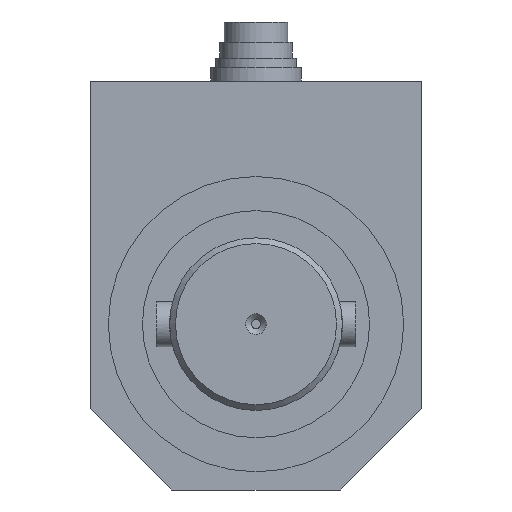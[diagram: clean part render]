
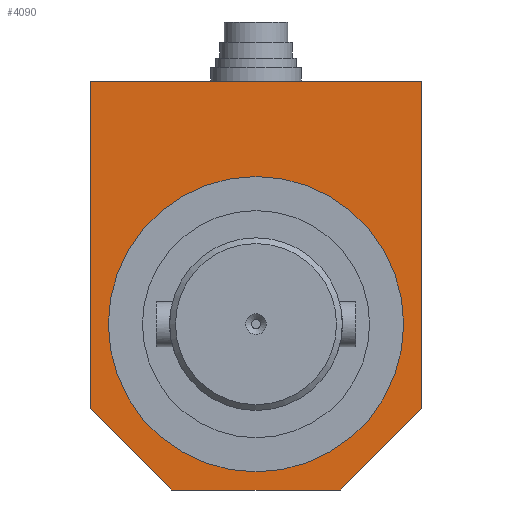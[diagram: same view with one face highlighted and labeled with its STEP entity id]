
A CAD part, left-side view. The second image highlights one B-rep face of the part: STEP entity #4090.
In plain terms, the highlighted face is planar.
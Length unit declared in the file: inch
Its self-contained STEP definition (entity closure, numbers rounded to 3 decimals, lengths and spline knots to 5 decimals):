
#611=CARTESIAN_POINT('',(1.37909,0.68701,1.57654));
#612=VERTEX_POINT('',#611);
#613=CARTESIAN_POINT('',(1.37909,0.68701,0.29701));
#614=DIRECTION('',(-1.0,0.0,0.0));
#615=DIRECTION('',(0.0,0.0,-1.0));
#616=AXIS2_PLACEMENT_3D('',#613,#614,#615);
#617=CIRCLE('',#616,1.27953);
#618=EDGE_CURVE('',#612,#612,#617,.T.);
#3168=CARTESIAN_POINT('',(1.37909,-0.75,2.40331));
#3169=VERTEX_POINT('',#3168);
#3170=CARTESIAN_POINT('',(1.37909,2.12402,2.40331));
#3171=VERTEX_POINT('',#3170);
#3172=CARTESIAN_POINT('',(1.37909,-0.75,2.40331));
#3173=DIRECTION('',(0.0,1.0,0.0));
#3174=VECTOR('',#3173,2.87402);
#3175=LINE('',#3172,#3174);
#3176=EDGE_CURVE('',#3169,#3171,#3175,.T.);
#3907=CARTESIAN_POINT('',(1.37909,2.12402,-0.43134));
#3908=VERTEX_POINT('',#3907);
#3909=CARTESIAN_POINT('',(1.37909,1.41535,-1.14));
#3910=VERTEX_POINT('',#3909);
#3911=CARTESIAN_POINT('',(1.37909,2.12402,-0.43134));
#3912=DIRECTION('',(0.0,-0.707,-0.707));
#3913=VECTOR('',#3912,1.0022);
#3914=LINE('',#3911,#3913);
#3915=EDGE_CURVE('',#3908,#3910,#3914,.T.);
#3955=CARTESIAN_POINT('',(1.37909,2.12402,2.40331));
#3956=DIRECTION('',(0.0,0.0,-1.0));
#3957=VECTOR('',#3956,2.83465);
#3958=LINE('',#3955,#3957);
#3959=EDGE_CURVE('',#3171,#3908,#3958,.T.);
#4011=CARTESIAN_POINT('',(1.37909,-0.04134,-1.14));
#4012=VERTEX_POINT('',#4011);
#4013=CARTESIAN_POINT('',(1.37909,-0.75,-0.43134));
#4014=VERTEX_POINT('',#4013);
#4015=CARTESIAN_POINT('',(1.37909,-0.04134,-1.14));
#4016=DIRECTION('',(0.0,-0.707,0.707));
#4017=VECTOR('',#4016,1.0022);
#4018=LINE('',#4015,#4017);
#4019=EDGE_CURVE('',#4012,#4014,#4018,.T.);
#4043=CARTESIAN_POINT('',(1.37909,-0.75,-0.43134));
#4044=DIRECTION('',(0.0,0.0,1.0));
#4045=VECTOR('',#4044,2.83465);
#4046=LINE('',#4043,#4045);
#4047=EDGE_CURVE('',#4014,#3169,#4046,.T.);
#4063=CARTESIAN_POINT('',(1.37909,1.41535,-1.14));
#4064=DIRECTION('',(0.0,-1.0,0.0));
#4065=VECTOR('',#4064,1.45669);
#4066=LINE('',#4063,#4065);
#4067=EDGE_CURVE('',#3910,#4012,#4066,.T.);
#4074=CARTESIAN_POINT('',(1.37909,0.,-0.23));
#4075=DIRECTION('',(1.0,0.0,0.0));
#4076=DIRECTION('',(0.0,0.0,-1.0));
#4077=AXIS2_PLACEMENT_3D('',#4074,#4075,#4076);
#4078=PLANE('',#4077);
#4079=ORIENTED_EDGE('',*,*,#3915,.F.);
#4080=ORIENTED_EDGE('',*,*,#3959,.F.);
#4081=ORIENTED_EDGE('',*,*,#3176,.F.);
#4082=ORIENTED_EDGE('',*,*,#4047,.F.);
#4083=ORIENTED_EDGE('',*,*,#4019,.F.);
#4084=ORIENTED_EDGE('',*,*,#4067,.F.);
#4085=EDGE_LOOP('',(#4079,#4080,#4081,#4082,#4083,#4084));
#4086=FACE_OUTER_BOUND('',#4085,.T.);
#4087=ORIENTED_EDGE('',*,*,#618,.T.);
#4088=EDGE_LOOP('',(#4087));
#4089=FACE_BOUND('',#4088,.T.);
#4090=ADVANCED_FACE('',(#4086,#4089),#4078,.T.);
